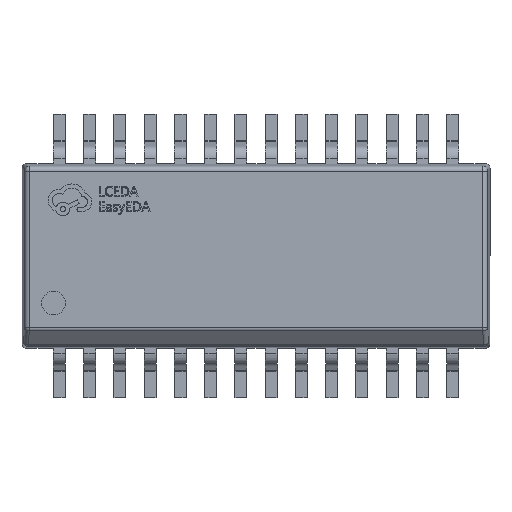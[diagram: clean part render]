
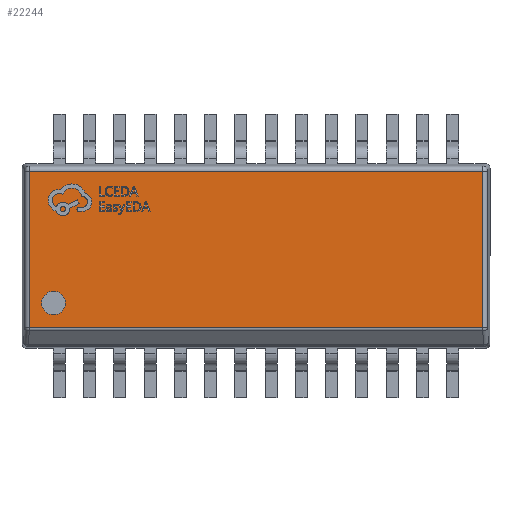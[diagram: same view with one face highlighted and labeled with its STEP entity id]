
A CAD part, top view. The second image highlights one B-rep face of the part: STEP entity #22244.
In plain terms, the highlighted planar face has unit normal (0, 0, 1).
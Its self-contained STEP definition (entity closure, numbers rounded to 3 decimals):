
#941 = VERTEX_POINT ( 'NONE', #2354 ) ;
#1521 = CARTESIAN_POINT ( 'NONE',  ( -4.795, -1.557, 0.725 ) ) ;
#2031 = ORIENTED_EDGE ( 'NONE', *, *, #18559, .F. ) ;
#2354 = CARTESIAN_POINT ( 'NONE',  ( -4.795, -1.52, 0.725 ) ) ;
#2820 = EDGE_CURVE ( 'NONE', #941, #31585, #4970, .T. ) ;
#3845 = ORIENTED_EDGE ( 'NONE', *, *, #2820, .T. ) ;
#3918 = FACE_OUTER_BOUND ( 'NONE', #10207, .T. ) ;
#4970 = LINE ( 'NONE', #33901, #13205 ) ;
#5233 = DIRECTION ( 'NONE',  ( 1., 0., 0. ) ) ;
#5868 = CARTESIAN_POINT ( 'NONE',  ( -4.887, 1.795, 0.725 ) ) ;
#6900 = ORIENTED_EDGE ( 'NONE', *, *, #11212, .T. ) ;
#7130 = EDGE_CURVE ( 'NONE', #31585, #19953, #22668, .T. ) ;
#7198 = EDGE_LOOP ( 'NONE', ( #23170, #2031 ) ) ;
#7353 = VECTOR ( 'NONE', #16380, 1000. ) ;
#7639 = ORIENTED_EDGE ( 'NONE', *, *, #25510, .T. ) ;
#7738 = CARTESIAN_POINT ( 'NONE',  ( -4.282, -0.997, 0.725 ) ) ;
#8267 = AXIS2_PLACEMENT_3D ( 'NONE', #29179, #31555, #5233 ) ;
#8688 = VECTOR ( 'NONE', #17683, 1000. ) ;
#10207 = EDGE_LOOP ( 'NONE', ( #11892, #6900, #7639, #3845 ) ) ;
#10339 = CARTESIAN_POINT ( 'NONE',  ( -4.033, -0.997, 0.725 ) ) ;
#10647 = VERTEX_POINT ( 'NONE', #30326 ) ;
#11212 = EDGE_CURVE ( 'NONE', #19953, #10647, #26510, .T. ) ;
#11892 = ORIENTED_EDGE ( 'NONE', *, *, #7130, .T. ) ;
#12941 = DIRECTION ( 'NONE',  ( 1., 0., 0. ) ) ;
#13205 = VECTOR ( 'NONE', #12941, 1000. ) ;
#14290 = PLANE ( 'NONE',  #8267 ) ;
#14921 = EDGE_CURVE ( 'NONE', #32850, #20968, #21490, .T. ) ;
#15469 = CARTESIAN_POINT ( 'NONE',  ( 4.795, 1.887, 0.725 ) ) ;
#15483 = CARTESIAN_POINT ( 'NONE',  ( 4.795, -1.52, 0.725 ) ) ;
#15817 = DIRECTION ( 'NONE',  ( 1., 0., 0. ) ) ;
#16380 = DIRECTION ( 'NONE',  ( -1., 0., 0. ) ) ;
#17374 = VECTOR ( 'NONE', #18036, 1000. ) ;
#17683 = DIRECTION ( 'NONE',  ( 0., -1., 0. ) ) ;
#18036 = DIRECTION ( 'NONE',  ( 0., 1., 0. ) ) ;
#18559 = EDGE_CURVE ( 'NONE', #20968, #32850, #25544, .T. ) ;
#19953 = VERTEX_POINT ( 'NONE', #31051 ) ;
#20968 = VERTEX_POINT ( 'NONE', #23080 ) ;
#21490 = CIRCLE ( 'NONE', #28141, 0.249 ) ;
#22244 = ADVANCED_FACE ( 'NONE', ( #27337, #3918 ), #14290, .T. ) ;
#22480 = DIRECTION ( 'NONE',  ( 1., 0., 0. ) ) ;
#22668 = LINE ( 'NONE', #15469, #17374 ) ;
#23080 = CARTESIAN_POINT ( 'NONE',  ( -4.531, -0.997, 0.725 ) ) ;
#23170 = ORIENTED_EDGE ( 'NONE', *, *, #14921, .F. ) ;
#25510 = EDGE_CURVE ( 'NONE', #10647, #941, #30929, .T. ) ;
#25544 = CIRCLE ( 'NONE', #29976, 0.249 ) ;
#26510 = LINE ( 'NONE', #5868, #7353 ) ;
#27324 = DIRECTION ( 'NONE',  ( 0., 0., 1. ) ) ;
#27337 = FACE_BOUND ( 'NONE', #7198, .T. ) ;
#28141 = AXIS2_PLACEMENT_3D ( 'NONE', #32851, #27324, #22480 ) ;
#29179 = CARTESIAN_POINT ( 'NONE',  ( 0., 0., 0.725 ) ) ;
#29976 = AXIS2_PLACEMENT_3D ( 'NONE', #7738, #31303, #15817 ) ;
#30326 = CARTESIAN_POINT ( 'NONE',  ( -4.795, 1.795, 0.725 ) ) ;
#30929 = LINE ( 'NONE', #1521, #8688 ) ;
#31051 = CARTESIAN_POINT ( 'NONE',  ( 4.795, 1.795, 0.725 ) ) ;
#31303 = DIRECTION ( 'NONE',  ( 0., 0., 1. ) ) ;
#31555 = DIRECTION ( 'NONE',  ( 0., 0., 1. ) ) ;
#31585 = VERTEX_POINT ( 'NONE', #15483 ) ;
#32850 = VERTEX_POINT ( 'NONE', #10339 ) ;
#32851 = CARTESIAN_POINT ( 'NONE',  ( -4.282, -0.997, 0.725 ) ) ;
#33901 = CARTESIAN_POINT ( 'NONE',  ( 0., -1.52, 0.725 ) ) ;
